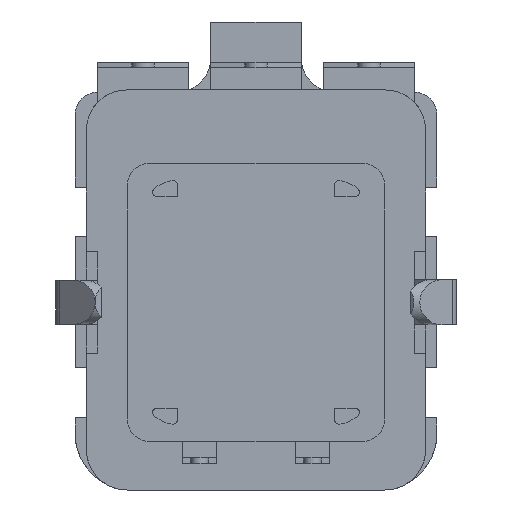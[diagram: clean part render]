
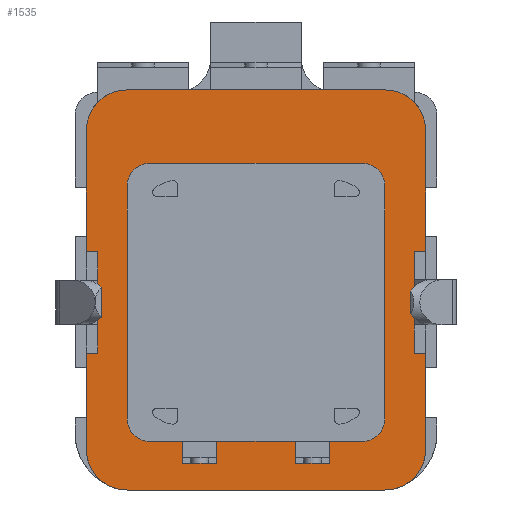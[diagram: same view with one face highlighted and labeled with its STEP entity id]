
A CAD part, front view. The second image highlights one B-rep face of the part: STEP entity #1535.
In plain terms, the highlighted planar face has unit normal (0, -1, 0).
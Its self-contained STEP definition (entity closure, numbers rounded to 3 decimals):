
#607 = VERTEX_POINT('',#608);
#608 = CARTESIAN_POINT('',(-7.5,-3.05,7.6));
#614 = EDGE_CURVE('',#607,#615,#617,.T.);
#615 = VERTEX_POINT('',#616);
#616 = CARTESIAN_POINT('',(-5.7,-3.05,9.4));
#617 = CIRCLE('',#618,1.8);
#618 = AXIS2_PLACEMENT_3D('',#619,#620,#621);
#619 = CARTESIAN_POINT('',(-5.7,-3.05,7.6));
#620 = DIRECTION('',(0.,1.,0.));
#621 = DIRECTION('',(-1.,0.,0.));
#794 = VERTEX_POINT('',#795);
#795 = CARTESIAN_POINT('',(5.7,-3.05,9.4));
#801 = EDGE_CURVE('',#615,#794,#802,.T.);
#802 = LINE('',#803,#804);
#803 = CARTESIAN_POINT('',(-5.7,-3.05,9.4));
#804 = VECTOR('',#805,1.);
#805 = DIRECTION('',(1.,0.,0.));
#1019 = EDGE_CURVE('',#794,#1020,#1022,.T.);
#1020 = VERTEX_POINT('',#1021);
#1021 = CARTESIAN_POINT('',(7.5,-3.05,7.6));
#1022 = CIRCLE('',#1023,1.8);
#1023 = AXIS2_PLACEMENT_3D('',#1024,#1025,#1026);
#1024 = CARTESIAN_POINT('',(5.7,-3.05,7.6));
#1025 = DIRECTION('',(0.,1.,0.));
#1026 = DIRECTION('',(0.,-0.,1.));
#1375 = VERTEX_POINT('',#1376);
#1376 = CARTESIAN_POINT('',(7.5,-3.05,2.25));
#1382 = EDGE_CURVE('',#1020,#1375,#1383,.T.);
#1383 = LINE('',#1384,#1385);
#1384 = CARTESIAN_POINT('',(7.5,-3.05,7.6));
#1385 = VECTOR('',#1386,1.);
#1386 = DIRECTION('',(0.,0.,-1.));
#1455 = VERTEX_POINT('',#1456);
#1456 = CARTESIAN_POINT('',(7.5,-3.05,-6.5));
#1462 = EDGE_CURVE('',#1463,#1455,#1465,.T.);
#1463 = VERTEX_POINT('',#1464);
#1464 = CARTESIAN_POINT('',(7.5,-3.05,-2.25));
#1465 = LINE('',#1466,#1467);
#1466 = CARTESIAN_POINT('',(7.5,-3.05,-2.25));
#1467 = VECTOR('',#1468,1.);
#1468 = DIRECTION('',(0.,0.,-1.));
#1517 = EDGE_CURVE('',#1518,#1463,#1520,.T.);
#1518 = VERTEX_POINT('',#1519);
#1519 = CARTESIAN_POINT('',(7.,-3.05,-2.25));
#1520 = LINE('',#1521,#1522);
#1521 = CARTESIAN_POINT('',(7.,-3.05,-2.25));
#1522 = VECTOR('',#1523,1.);
#1523 = DIRECTION('',(1.,0.,0.));
#1535 = ADVANCED_FACE('',(#1536,#1622),#1692,.T.);
#1536 = FACE_BOUND('',#1537,.F.);
#1537 = EDGE_LOOP('',(#1538,#1546,#1552,#1553,#1554,#1563,#1571,#1580,
    #1588,#1596,#1604,#1612,#1618,#1619,#1620,#1621));
#1538 = ORIENTED_EDGE('',*,*,#1539,.F.);
#1539 = EDGE_CURVE('',#1540,#1375,#1542,.T.);
#1540 = VERTEX_POINT('',#1541);
#1541 = CARTESIAN_POINT('',(7.,-3.05,2.25));
#1542 = LINE('',#1543,#1544);
#1543 = CARTESIAN_POINT('',(7.,-3.05,2.25));
#1544 = VECTOR('',#1545,1.);
#1545 = DIRECTION('',(1.,0.,0.));
#1546 = ORIENTED_EDGE('',*,*,#1547,.F.);
#1547 = EDGE_CURVE('',#1518,#1540,#1548,.T.);
#1548 = LINE('',#1549,#1550);
#1549 = CARTESIAN_POINT('',(7.,-3.05,-2.25));
#1550 = VECTOR('',#1551,1.);
#1551 = DIRECTION('',(0.,0.,1.));
#1552 = ORIENTED_EDGE('',*,*,#1517,.T.);
#1553 = ORIENTED_EDGE('',*,*,#1462,.T.);
#1554 = ORIENTED_EDGE('',*,*,#1555,.T.);
#1555 = EDGE_CURVE('',#1455,#1556,#1558,.T.);
#1556 = VERTEX_POINT('',#1557);
#1557 = CARTESIAN_POINT('',(5.7,-3.05,-8.3));
#1558 = CIRCLE('',#1559,1.8);
#1559 = AXIS2_PLACEMENT_3D('',#1560,#1561,#1562);
#1560 = CARTESIAN_POINT('',(5.7,-3.05,-6.5));
#1561 = DIRECTION('',(-0.,1.,0.));
#1562 = DIRECTION('',(1.,0.,0.));
#1563 = ORIENTED_EDGE('',*,*,#1564,.T.);
#1564 = EDGE_CURVE('',#1556,#1565,#1567,.T.);
#1565 = VERTEX_POINT('',#1566);
#1566 = CARTESIAN_POINT('',(-5.7,-3.05,-8.3));
#1567 = LINE('',#1568,#1569);
#1568 = CARTESIAN_POINT('',(5.7,-3.05,-8.3));
#1569 = VECTOR('',#1570,1.);
#1570 = DIRECTION('',(-1.,0.,0.));
#1571 = ORIENTED_EDGE('',*,*,#1572,.T.);
#1572 = EDGE_CURVE('',#1565,#1573,#1575,.T.);
#1573 = VERTEX_POINT('',#1574);
#1574 = CARTESIAN_POINT('',(-7.5,-3.05,-6.5));
#1575 = CIRCLE('',#1576,1.8);
#1576 = AXIS2_PLACEMENT_3D('',#1577,#1578,#1579);
#1577 = CARTESIAN_POINT('',(-5.7,-3.05,-6.5));
#1578 = DIRECTION('',(0.,1.,0.));
#1579 = DIRECTION('',(0.,0.,-1.));
#1580 = ORIENTED_EDGE('',*,*,#1581,.T.);
#1581 = EDGE_CURVE('',#1573,#1582,#1584,.T.);
#1582 = VERTEX_POINT('',#1583);
#1583 = CARTESIAN_POINT('',(-7.5,-3.05,-2.25));
#1584 = LINE('',#1585,#1586);
#1585 = CARTESIAN_POINT('',(-7.5,-3.05,-6.5));
#1586 = VECTOR('',#1587,1.);
#1587 = DIRECTION('',(0.,0.,1.));
#1588 = ORIENTED_EDGE('',*,*,#1589,.F.);
#1589 = EDGE_CURVE('',#1590,#1582,#1592,.T.);
#1590 = VERTEX_POINT('',#1591);
#1591 = CARTESIAN_POINT('',(-7.,-3.05,-2.25));
#1592 = LINE('',#1593,#1594);
#1593 = CARTESIAN_POINT('',(-7.,-3.05,-2.25));
#1594 = VECTOR('',#1595,1.);
#1595 = DIRECTION('',(-1.,0.,0.));
#1596 = ORIENTED_EDGE('',*,*,#1597,.T.);
#1597 = EDGE_CURVE('',#1590,#1598,#1600,.T.);
#1598 = VERTEX_POINT('',#1599);
#1599 = CARTESIAN_POINT('',(-7.,-3.05,2.25));
#1600 = LINE('',#1601,#1602);
#1601 = CARTESIAN_POINT('',(-7.,-3.05,-2.25));
#1602 = VECTOR('',#1603,1.);
#1603 = DIRECTION('',(0.,0.,1.));
#1604 = ORIENTED_EDGE('',*,*,#1605,.T.);
#1605 = EDGE_CURVE('',#1598,#1606,#1608,.T.);
#1606 = VERTEX_POINT('',#1607);
#1607 = CARTESIAN_POINT('',(-7.5,-3.05,2.25));
#1608 = LINE('',#1609,#1610);
#1609 = CARTESIAN_POINT('',(-7.,-3.05,2.25));
#1610 = VECTOR('',#1611,1.);
#1611 = DIRECTION('',(-1.,0.,0.));
#1612 = ORIENTED_EDGE('',*,*,#1613,.T.);
#1613 = EDGE_CURVE('',#1606,#607,#1614,.T.);
#1614 = LINE('',#1615,#1616);
#1615 = CARTESIAN_POINT('',(-7.5,-3.05,2.25));
#1616 = VECTOR('',#1617,1.);
#1617 = DIRECTION('',(0.,0.,1.));
#1618 = ORIENTED_EDGE('',*,*,#614,.T.);
#1619 = ORIENTED_EDGE('',*,*,#801,.T.);
#1620 = ORIENTED_EDGE('',*,*,#1019,.T.);
#1621 = ORIENTED_EDGE('',*,*,#1382,.T.);
#1622 = FACE_BOUND('',#1623,.F.);
#1623 = EDGE_LOOP('',(#1624,#1635,#1643,#1652,#1660,#1669,#1677,#1686));
#1624 = ORIENTED_EDGE('',*,*,#1625,.T.);
#1625 = EDGE_CURVE('',#1626,#1628,#1630,.T.);
#1626 = VERTEX_POINT('',#1627);
#1627 = CARTESIAN_POINT('',(4.7,-3.05,-6.15));
#1628 = VERTEX_POINT('',#1629);
#1629 = CARTESIAN_POINT('',(5.7,-3.05,-5.15));
#1630 = CIRCLE('',#1631,1.);
#1631 = AXIS2_PLACEMENT_3D('',#1632,#1633,#1634);
#1632 = CARTESIAN_POINT('',(4.7,-3.05,-5.15));
#1633 = DIRECTION('',(0.,-1.,0.));
#1634 = DIRECTION('',(0.,0.,-1.));
#1635 = ORIENTED_EDGE('',*,*,#1636,.F.);
#1636 = EDGE_CURVE('',#1637,#1628,#1639,.T.);
#1637 = VERTEX_POINT('',#1638);
#1638 = CARTESIAN_POINT('',(5.7,-3.05,5.15));
#1639 = LINE('',#1640,#1641);
#1640 = CARTESIAN_POINT('',(5.7,-3.05,5.15));
#1641 = VECTOR('',#1642,1.);
#1642 = DIRECTION('',(0.,0.,-1.));
#1643 = ORIENTED_EDGE('',*,*,#1644,.T.);
#1644 = EDGE_CURVE('',#1637,#1645,#1647,.T.);
#1645 = VERTEX_POINT('',#1646);
#1646 = CARTESIAN_POINT('',(4.7,-3.05,6.15));
#1647 = CIRCLE('',#1648,1.);
#1648 = AXIS2_PLACEMENT_3D('',#1649,#1650,#1651);
#1649 = CARTESIAN_POINT('',(4.7,-3.05,5.15));
#1650 = DIRECTION('',(0.,-1.,0.));
#1651 = DIRECTION('',(1.,0.,0.));
#1652 = ORIENTED_EDGE('',*,*,#1653,.F.);
#1653 = EDGE_CURVE('',#1654,#1645,#1656,.T.);
#1654 = VERTEX_POINT('',#1655);
#1655 = CARTESIAN_POINT('',(-4.7,-3.05,6.15));
#1656 = LINE('',#1657,#1658);
#1657 = CARTESIAN_POINT('',(-4.7,-3.05,6.15));
#1658 = VECTOR('',#1659,1.);
#1659 = DIRECTION('',(1.,0.,0.));
#1660 = ORIENTED_EDGE('',*,*,#1661,.T.);
#1661 = EDGE_CURVE('',#1654,#1662,#1664,.T.);
#1662 = VERTEX_POINT('',#1663);
#1663 = CARTESIAN_POINT('',(-5.7,-3.05,5.15));
#1664 = CIRCLE('',#1665,1.);
#1665 = AXIS2_PLACEMENT_3D('',#1666,#1667,#1668);
#1666 = CARTESIAN_POINT('',(-4.7,-3.05,5.15));
#1667 = DIRECTION('',(0.,-1.,0.));
#1668 = DIRECTION('',(0.,0.,1.));
#1669 = ORIENTED_EDGE('',*,*,#1670,.F.);
#1670 = EDGE_CURVE('',#1671,#1662,#1673,.T.);
#1671 = VERTEX_POINT('',#1672);
#1672 = CARTESIAN_POINT('',(-5.7,-3.05,-5.15));
#1673 = LINE('',#1674,#1675);
#1674 = CARTESIAN_POINT('',(-5.7,-3.05,-5.15));
#1675 = VECTOR('',#1676,1.);
#1676 = DIRECTION('',(0.,0.,1.));
#1677 = ORIENTED_EDGE('',*,*,#1678,.T.);
#1678 = EDGE_CURVE('',#1671,#1679,#1681,.T.);
#1679 = VERTEX_POINT('',#1680);
#1680 = CARTESIAN_POINT('',(-4.7,-3.05,-6.15));
#1681 = CIRCLE('',#1682,1.);
#1682 = AXIS2_PLACEMENT_3D('',#1683,#1684,#1685);
#1683 = CARTESIAN_POINT('',(-4.7,-3.05,-5.15));
#1684 = DIRECTION('',(0.,-1.,0.));
#1685 = DIRECTION('',(-1.,0.,0.));
#1686 = ORIENTED_EDGE('',*,*,#1687,.F.);
#1687 = EDGE_CURVE('',#1626,#1679,#1688,.T.);
#1688 = LINE('',#1689,#1690);
#1689 = CARTESIAN_POINT('',(4.7,-3.05,-6.15));
#1690 = VECTOR('',#1691,1.);
#1691 = DIRECTION('',(-1.,0.,0.));
#1692 = PLANE('',#1693);
#1693 = AXIS2_PLACEMENT_3D('',#1694,#1695,#1696);
#1694 = CARTESIAN_POINT('',(0.,-3.05,0.));
#1695 = DIRECTION('',(0.,-1.,0.));
#1696 = DIRECTION('',(-1.,0.,0.));
